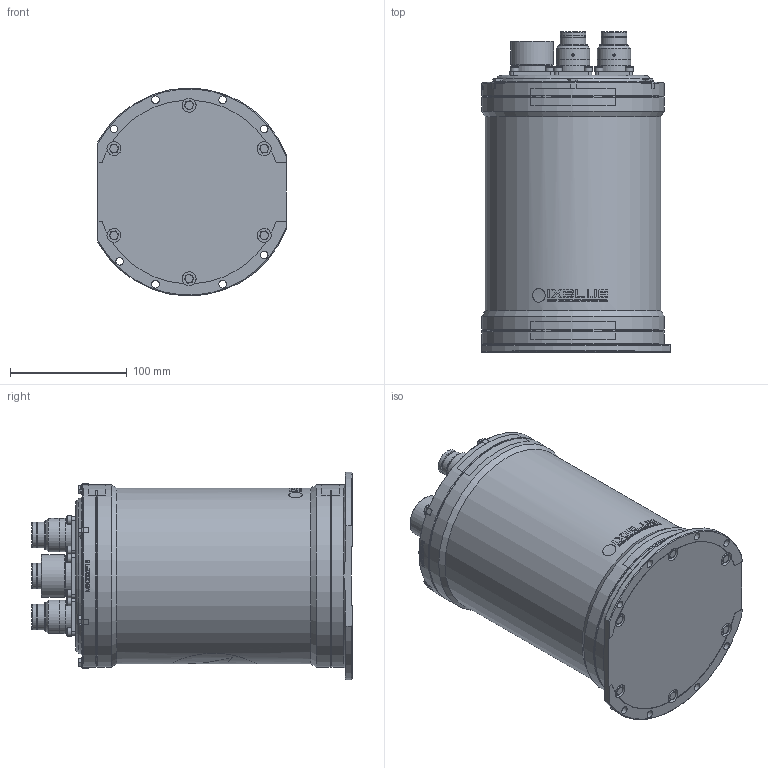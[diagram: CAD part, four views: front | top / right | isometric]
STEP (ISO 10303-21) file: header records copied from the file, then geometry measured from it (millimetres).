
FILE_DESCRIPTION (( 'STEP AP203' ), '1' );
FILE_NAME ('PAA00349.STEP', '2016-11-25T13:08:01', ( '' ), ( '' ), 'SwSTEP 2.0', 'SolidWorks 2015', '' );
FILE_SCHEMA (( 'CONFIG_CONTROL_DESIGN' ));
Length unit declared in the file: millimetre
Products named in the file (25): CCM00026; SCA00261; MBO00164; SCA00435_1; Vis CHC_MVCHC4-8-T; Vis H_MVH4-20-T; SCA00435; HJT00110; Frein d''écrou d''équerre à aileron -Ti_RONDELLE FREIN M4; RET00000_VERSION NANO; MBO00291; SCA00436; CCM00028; DIM00106; SCA00436_1; SEACON MINM-PSP; PAA00349; CAS00035; g125-fc12605l0-0150L; MBO00162; SCA00437; g125-fc10605l0-0150L; SMI03121_Simplifi‚e
Assembly tree (59 placements, depth 3):
  PAA00349
    SMI03121_Simplifi‚e
      MBO00162
    MBO00164
    Vis H_MVH4-20-T  x12
    Frein d''écrou d''équerre à aileron -Ti_RONDELLE FREIN M4  x6
    MBO00291
    SCA00261
      CCM00028
      SEACON MINM-PSP
      g125-fc12605l0-0150L
      g125-fc10605l0-0150L
    Vis CHC_MVCHC4-8-T  x16
    HJT00110
    RET00000_VERSION NANO  x2
    SCA00437
      CCM00026
      SCA00436_1
      CAS00035
    SCA00435
      CCM00026
      CAS00035
      SCA00435_1
    SCA00436
      CCM00026
      SCA00436_1
      CAS00035
    DIM00106
Bounding box: 161 x 274.04 x 177.96 mm (x, y, z)
Volume: 1802756.6 mm3; surface area: 379441.3 mm2
Topology: 47 solids, 122 shells, 2467 faces, 6330 edges, 4360 vertices
Faces by surface type: plane 1358, cylinder 606, bspline 264, cone 201, torus 38
Full cylindrical faces by diameter (mm): 0.8 x64, 1 x64, 1.5 x62, 2 x3, 2.85 x1, 3.3 x28, 4 x28, 4.2 x4, 4.5 x18, 4.7 x16, 5.25 x1, 6.5 x8, 7 x16, 12 x6, 16 x3, 17 x3, 19 x9, 19.05 x3, 20 x6, 22 x9, 22.8 x1, 24 x6, 25.25 x2, 25.4 x1, 26 x3, 27.1 x1, 28.4 x3, 28.48 x3, 28.5 x3, 29.305 x1
Entity records: 73698 total; most frequent: CARTESIAN_POINT 28801, ORIENTED_EDGE 8068, DIRECTION 7768, EDGE_CURVE 4201, VERTEX_POINT 3239, AXIS2_PLACEMENT_3D 2740, EDGE_LOOP 2608, VECTOR 2288
